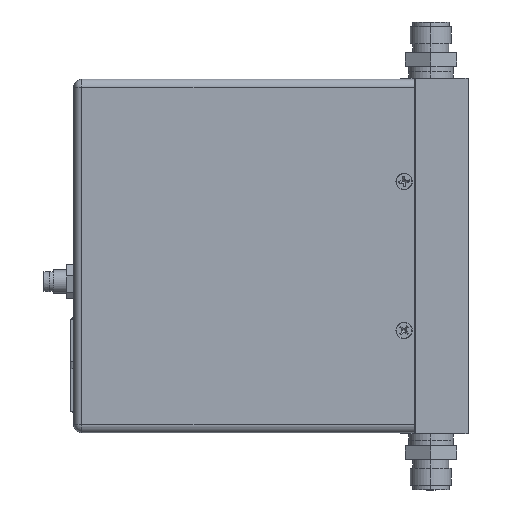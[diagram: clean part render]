
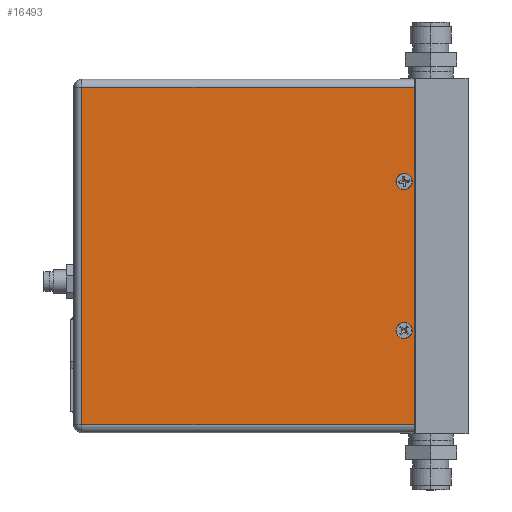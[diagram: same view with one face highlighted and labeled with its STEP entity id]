
A CAD part, left-side view. The second image highlights one B-rep face of the part: STEP entity #16493.
In plain terms, the highlighted planar face has unit normal (-1, 0, 0).
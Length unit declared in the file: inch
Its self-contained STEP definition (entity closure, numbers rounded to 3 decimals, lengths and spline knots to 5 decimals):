
#286 = CARTESIAN_POINT ( 'NONE',  ( -1.12528, 0.39314, -0.77111 ) ) ;
#1452 = VECTOR ( 'NONE', #9882, 39.37008 ) ;
#1599 = DIRECTION ( 'NONE',  ( 1., 0., 0. ) ) ;
#1825 = ORIENTED_EDGE ( 'NONE', *, *, #20884, .T. ) ;
#2265 = FACE_OUTER_BOUND ( 'NONE', #16698, .T. ) ;
#2289 = CARTESIAN_POINT ( 'NONE',  ( -1.12528, 0.25814, 2.60389 ) ) ;
#2689 = CARTESIAN_POINT ( 'NONE',  ( -1.12528, 0.39314, 1.22889 ) ) ;
#3215 = PLANE ( 'NONE',  #21929 ) ;
#3272 = AXIS2_PLACEMENT_3D ( 'NONE', #5351, #17634, #7125 ) ;
#3914 = VERTEX_POINT ( 'NONE', #18238 ) ;
#4280 = CIRCLE ( 'NONE', #21060, 0.109 ) ;
#4491 = EDGE_CURVE ( 'NONE', #4557, #17892, #19370, .T. ) ;
#4557 = VERTEX_POINT ( 'NONE', #15562 ) ;
#4751 = DIRECTION ( 'NONE',  ( 1., 0., 0. ) ) ;
#5351 = CARTESIAN_POINT ( 'NONE',  ( -1.12528, 0.39314, -0.77111 ) ) ;
#5984 = EDGE_CURVE ( 'NONE', #21001, #4557, #19392, .T. ) ;
#6010 = LINE ( 'NONE', #8110, #1452 ) ;
#6012 = VERTEX_POINT ( 'NONE', #17433 ) ;
#6460 = DIRECTION ( 'NONE',  ( 0., 0., -1. ) ) ;
#6546 = AXIS2_PLACEMENT_3D ( 'NONE', #10194, #22326, #11953 ) ;
#6590 = EDGE_LOOP ( 'NONE', ( #9360, #7598 ) ) ;
#7125 = DIRECTION ( 'NONE',  ( 0., 0., -1. ) ) ;
#7576 = ORIENTED_EDGE ( 'NONE', *, *, #4491, .T. ) ;
#7598 = ORIENTED_EDGE ( 'NONE', *, *, #9902, .T. ) ;
#7705 = EDGE_CURVE ( 'NONE', #17892, #11449, #8216, .T. ) ;
#7739 = DIRECTION ( 'NONE',  ( 0., 0., 1. ) ) ;
#8110 = CARTESIAN_POINT ( 'NONE',  ( -1.12528, 4.83214, -2.03611 ) ) ;
#8216 = LINE ( 'NONE', #14035, #9595 ) ;
#8888 = VERTEX_POINT ( 'NONE', #14079 ) ;
#9360 = ORIENTED_EDGE ( 'NONE', *, *, #11540, .T. ) ;
#9548 = CIRCLE ( 'NONE', #6546, 0.109 ) ;
#9595 = VECTOR ( 'NONE', #17095, 39.37008 ) ;
#9604 = EDGE_LOOP ( 'NONE', ( #15833, #21943 ) ) ;
#9882 = DIRECTION ( 'NONE',  ( 0., -1., 0. ) ) ;
#9902 = EDGE_CURVE ( 'NONE', #14608, #3914, #4280, .T. ) ;
#10194 = CARTESIAN_POINT ( 'NONE',  ( -1.12528, 0.39314, 1.22889 ) ) ;
#10407 = DIRECTION ( 'NONE',  ( 1., 0., 0. ) ) ;
#10470 = CARTESIAN_POINT ( 'NONE',  ( -1.12528, 0.39314, 1.33789 ) ) ;
#10780 = CARTESIAN_POINT ( 'NONE',  ( -1.12528, 4.83214, 2.49389 ) ) ;
#10911 = EDGE_CURVE ( 'NONE', #8888, #6012, #11993, .T. ) ;
#10984 = FACE_BOUND ( 'NONE', #9604, .T. ) ;
#11449 = VERTEX_POINT ( 'NONE', #16857 ) ;
#11540 = EDGE_CURVE ( 'NONE', #3914, #14608, #9548, .T. ) ;
#11953 = DIRECTION ( 'NONE',  ( 0., 0., -1. ) ) ;
#11993 = CIRCLE ( 'NONE', #18832, 0.109 ) ;
#11996 = CARTESIAN_POINT ( 'NONE',  ( -1.12528, 4.83214, 2.60389 ) ) ;
#12542 = CARTESIAN_POINT ( 'NONE',  ( -1.12528, 4.72214, 2.49389 ) ) ;
#13774 = DIRECTION ( 'NONE',  ( 0., 0., -1. ) ) ;
#14035 = CARTESIAN_POINT ( 'NONE',  ( -1.12528, 4.72214, 2.60389 ) ) ;
#14079 = CARTESIAN_POINT ( 'NONE',  ( -1.12528, 0.39314, -0.88011 ) ) ;
#14608 = VERTEX_POINT ( 'NONE', #10470 ) ;
#15092 = ORIENTED_EDGE ( 'NONE', *, *, #7705, .T. ) ;
#15333 = CARTESIAN_POINT ( 'NONE',  ( -1.12528, 0.25814, -2.03611 ) ) ;
#15388 = EDGE_CURVE ( 'NONE', #6012, #8888, #18805, .T. ) ;
#15562 = CARTESIAN_POINT ( 'NONE',  ( -1.12528, 0.25814, 2.49389 ) ) ;
#15820 = VECTOR ( 'NONE', #21350, 39.37008 ) ;
#15833 = ORIENTED_EDGE ( 'NONE', *, *, #10911, .T. ) ;
#16493 = ADVANCED_FACE ( 'NONE', ( #2265, #20275, #10984 ), #3215, .F. ) ;
#16698 = EDGE_LOOP ( 'NONE', ( #21671, #7576, #15092, #1825 ) ) ;
#16857 = CARTESIAN_POINT ( 'NONE',  ( -1.12528, 4.72214, -2.03611 ) ) ;
#17095 = DIRECTION ( 'NONE',  ( 0., 0., -1. ) ) ;
#17376 = DIRECTION ( 'NONE',  ( 0., 0., -1. ) ) ;
#17433 = CARTESIAN_POINT ( 'NONE',  ( -1.12528, 0.39314, -0.66211 ) ) ;
#17634 = DIRECTION ( 'NONE',  ( 1., 0., 0. ) ) ;
#17892 = VERTEX_POINT ( 'NONE', #12542 ) ;
#18238 = CARTESIAN_POINT ( 'NONE',  ( -1.12528, 0.39314, 1.11989 ) ) ;
#18805 = CIRCLE ( 'NONE', #3272, 0.109 ) ;
#18832 = AXIS2_PLACEMENT_3D ( 'NONE', #286, #10407, #6460 ) ;
#19370 = LINE ( 'NONE', #10780, #15820 ) ;
#19392 = LINE ( 'NONE', #2289, #22299 ) ;
#20275 = FACE_BOUND ( 'NONE', #6590, .T. ) ;
#20884 = EDGE_CURVE ( 'NONE', #11449, #21001, #6010, .T. ) ;
#21001 = VERTEX_POINT ( 'NONE', #15333 ) ;
#21060 = AXIS2_PLACEMENT_3D ( 'NONE', #2689, #4751, #17376 ) ;
#21350 = DIRECTION ( 'NONE',  ( 0., 1., 0. ) ) ;
#21671 = ORIENTED_EDGE ( 'NONE', *, *, #5984, .T. ) ;
#21929 = AXIS2_PLACEMENT_3D ( 'NONE', #11996, #1599, #13774 ) ;
#21943 = ORIENTED_EDGE ( 'NONE', *, *, #15388, .T. ) ;
#22299 = VECTOR ( 'NONE', #7739, 39.37008 ) ;
#22326 = DIRECTION ( 'NONE',  ( 1., 0., 0. ) ) ;
